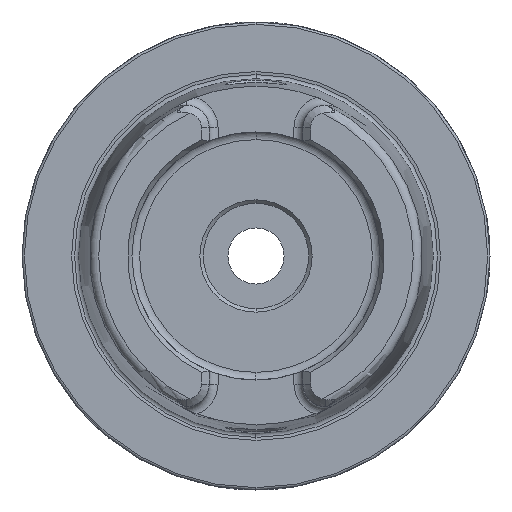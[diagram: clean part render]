
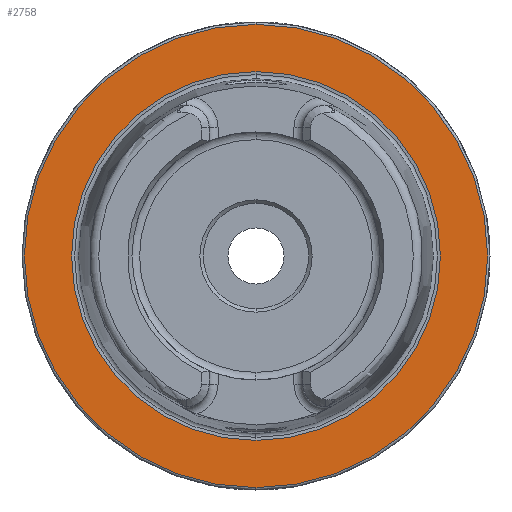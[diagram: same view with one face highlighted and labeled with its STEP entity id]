
A CAD part, left-side view. The second image highlights one B-rep face of the part: STEP entity #2758.
In plain terms, the highlighted planar face has unit normal (-1, 0, 0).
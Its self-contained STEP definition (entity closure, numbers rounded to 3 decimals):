
#302 = CARTESIAN_POINT ( 'NONE',  ( 0., 0., 0. ) ) ;
#395 = CIRCLE ( 'NONE', #1990, 49.5 ) ;
#442 = CARTESIAN_POINT ( 'NONE',  ( 0., 0., -39.405 ) ) ;
#703 = CIRCLE ( 'NONE', #1340, 49.5 ) ;
#716 = VERTEX_POINT ( 'NONE', #442 ) ;
#948 = VERTEX_POINT ( 'NONE', #6036 ) ;
#1274 = DIRECTION ( 'NONE',  ( 1., 0., 0. ) ) ;
#1340 = AXIS2_PLACEMENT_3D ( 'NONE', #2621, #6242, #5298 ) ;
#1346 = ORIENTED_EDGE ( 'NONE', *, *, #2004, .T. ) ;
#1420 = ORIENTED_EDGE ( 'NONE', *, *, #1945, .T. ) ;
#1567 = ORIENTED_EDGE ( 'NONE', *, *, #3993, .F. ) ;
#1631 = ORIENTED_EDGE ( 'NONE', *, *, #2325, .F. ) ;
#1671 = CIRCLE ( 'NONE', #6318, 39.405 ) ;
#1735 = DIRECTION ( 'NONE',  ( 0., 0., -1. ) ) ;
#1829 = VERTEX_POINT ( 'NONE', #5640 ) ;
#1929 = CARTESIAN_POINT ( 'NONE',  ( 0., 0., 0. ) ) ;
#1945 = EDGE_CURVE ( 'NONE', #948, #6461, #703, .T. ) ;
#1990 = AXIS2_PLACEMENT_3D ( 'NONE', #302, #2043, #6234 ) ;
#2004 = EDGE_CURVE ( 'NONE', #6461, #948, #395, .T. ) ;
#2043 = DIRECTION ( 'NONE',  ( -1., 0., 0. ) ) ;
#2064 = DIRECTION ( 'NONE',  ( 0., 0., 1. ) ) ;
#2093 = DIRECTION ( 'NONE',  ( -1., 0., 0. ) ) ;
#2103 = DIRECTION ( 'NONE',  ( -1., 0., 0. ) ) ;
#2125 = CARTESIAN_POINT ( 'NONE',  ( 0., 0., 0. ) ) ;
#2325 = EDGE_CURVE ( 'NONE', #1829, #716, #3278, .T. ) ;
#2394 = PLANE ( 'NONE',  #5062 ) ;
#2621 = CARTESIAN_POINT ( 'NONE',  ( 0., 0., 0. ) ) ;
#2693 = DIRECTION ( 'NONE',  ( 0., 0., 1. ) ) ;
#2712 = CARTESIAN_POINT ( 'NONE',  ( 0., 49.5, 0. ) ) ;
#2758 = ADVANCED_FACE ( 'NONE', ( #6509, #6284 ), #2394, .F. ) ;
#3278 = CIRCLE ( 'NONE', #4492, 39.405 ) ;
#3993 = EDGE_CURVE ( 'NONE', #716, #1829, #1671, .T. ) ;
#4236 = CARTESIAN_POINT ( 'NONE',  ( 0., 0., -49.5 ) ) ;
#4492 = AXIS2_PLACEMENT_3D ( 'NONE', #1929, #2093, #2693 ) ;
#5062 = AXIS2_PLACEMENT_3D ( 'NONE', #2712, #1274, #1735 ) ;
#5298 = DIRECTION ( 'NONE',  ( 0., 0., 1. ) ) ;
#5640 = CARTESIAN_POINT ( 'NONE',  ( 0., 0., 39.405 ) ) ;
#5747 = EDGE_LOOP ( 'NONE', ( #1631, #1567 ) ) ;
#6036 = CARTESIAN_POINT ( 'NONE',  ( 0., 0., 49.5 ) ) ;
#6132 = EDGE_LOOP ( 'NONE', ( #1420, #1346 ) ) ;
#6234 = DIRECTION ( 'NONE',  ( 0., 0., 1. ) ) ;
#6242 = DIRECTION ( 'NONE',  ( -1., 0., 0. ) ) ;
#6284 = FACE_OUTER_BOUND ( 'NONE', #6132, .T. ) ;
#6318 = AXIS2_PLACEMENT_3D ( 'NONE', #2125, #2103, #2064 ) ;
#6461 = VERTEX_POINT ( 'NONE', #4236 ) ;
#6509 = FACE_BOUND ( 'NONE', #5747, .T. ) ;
